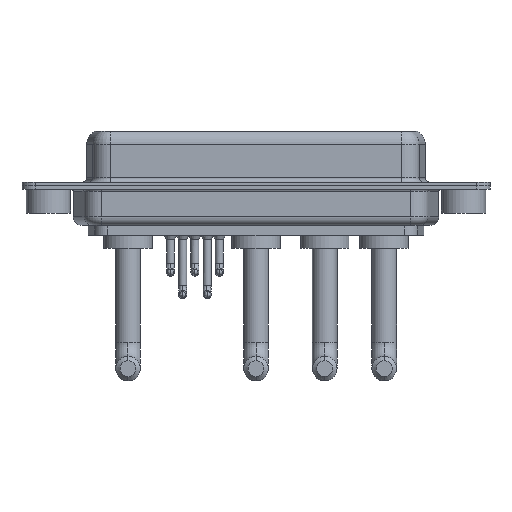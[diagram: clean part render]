
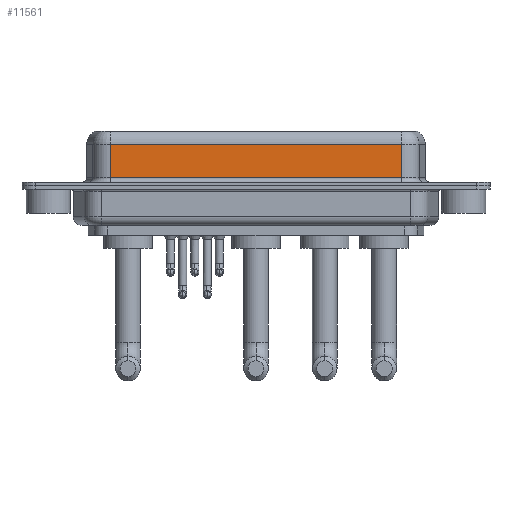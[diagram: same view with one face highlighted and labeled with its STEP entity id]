
A CAD part, front view. The second image highlights one B-rep face of the part: STEP entity #11561.
In plain terms, the highlighted planar face has unit normal (0, -1, 0).
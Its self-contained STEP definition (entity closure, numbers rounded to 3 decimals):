
#107 = VECTOR ( 'NONE', #16475, 1000. ) ;
#770 = EDGE_CURVE ( 'NONE', #6144, #6952, #3559, .T. ) ;
#1198 = VERTEX_POINT ( 'NONE', #2061 ) ;
#1330 = ORIENTED_EDGE ( 'NONE', *, *, #1492, .T. ) ;
#1492 = EDGE_CURVE ( 'NONE', #6952, #9131, #15100, .T. ) ;
#2061 = CARTESIAN_POINT ( 'NONE',  ( 40.037, -3.95, 0.9 ) ) ;
#2188 = ORIENTED_EDGE ( 'NONE', *, *, #770, .T. ) ;
#2968 = EDGE_CURVE ( 'NONE', #9131, #1198, #10436, .T. ) ;
#3159 = CARTESIAN_POINT ( 'NONE',  ( 40.037, -3.95, 6.4 ) ) ;
#3166 = DIRECTION ( 'NONE',  ( 0., 0., -1. ) ) ;
#3317 = DIRECTION ( 'NONE',  ( 0., 1., 0. ) ) ;
#3559 = LINE ( 'NONE', #7566, #6209 ) ;
#3691 = DIRECTION ( 'NONE',  ( 1., 0., 0. ) ) ;
#4455 = PLANE ( 'NONE',  #16027 ) ;
#5753 = CARTESIAN_POINT ( 'NONE',  ( 7.013, -3.95, 0.9 ) ) ;
#5843 = CARTESIAN_POINT ( 'NONE',  ( 7.013, -3.95, 4.65 ) ) ;
#6144 = VERTEX_POINT ( 'NONE', #8285 ) ;
#6209 = VECTOR ( 'NONE', #15568, 1000. ) ;
#6952 = VERTEX_POINT ( 'NONE', #5843 ) ;
#7162 = FACE_OUTER_BOUND ( 'NONE', #16487, .T. ) ;
#7325 = DIRECTION ( 'NONE',  ( 0., 0., 1. ) ) ;
#7566 = CARTESIAN_POINT ( 'NONE',  ( 40.037, -3.95, 4.65 ) ) ;
#8285 = CARTESIAN_POINT ( 'NONE',  ( 40.037, -3.95, 4.65 ) ) ;
#8665 = ORIENTED_EDGE ( 'NONE', *, *, #2968, .T. ) ;
#9131 = VERTEX_POINT ( 'NONE', #5753 ) ;
#10116 = EDGE_CURVE ( 'NONE', #6144, #1198, #12507, .T. ) ;
#10141 = VECTOR ( 'NONE', #3691, 1000. ) ;
#10436 = LINE ( 'NONE', #11395, #10141 ) ;
#10986 = ORIENTED_EDGE ( 'NONE', *, *, #10116, .F. ) ;
#11395 = CARTESIAN_POINT ( 'NONE',  ( 40.037, -3.95, 0.9 ) ) ;
#11561 = ADVANCED_FACE ( 'NONE', ( #7162 ), #4455, .F. ) ;
#12507 = LINE ( 'NONE', #3159, #107 ) ;
#15100 = LINE ( 'NONE', #15193, #16544 ) ;
#15193 = CARTESIAN_POINT ( 'NONE',  ( 7.013, -3.95, 6.4 ) ) ;
#15251 = CARTESIAN_POINT ( 'NONE',  ( 40.037, -3.95, 6.4 ) ) ;
#15568 = DIRECTION ( 'NONE',  ( -1., 0., 0. ) ) ;
#16027 = AXIS2_PLACEMENT_3D ( 'NONE', #15251, #3317, #7325 ) ;
#16475 = DIRECTION ( 'NONE',  ( 0., 0., -1. ) ) ;
#16487 = EDGE_LOOP ( 'NONE', ( #10986, #2188, #1330, #8665 ) ) ;
#16544 = VECTOR ( 'NONE', #3166, 1000. ) ;
